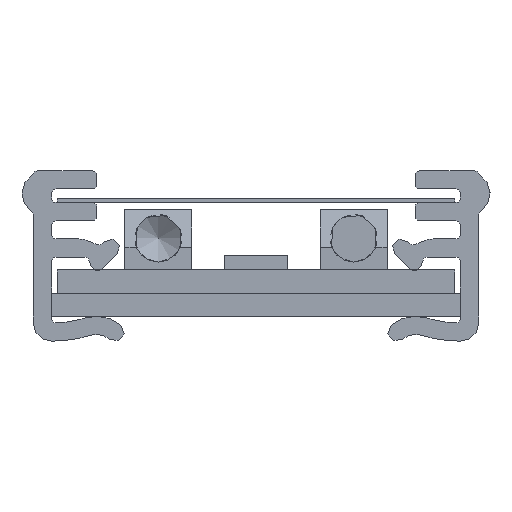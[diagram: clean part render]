
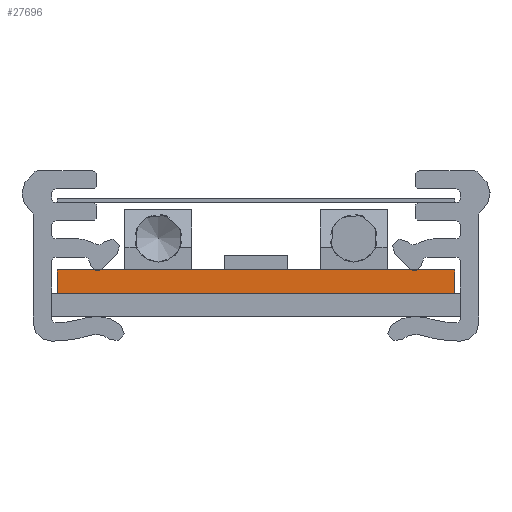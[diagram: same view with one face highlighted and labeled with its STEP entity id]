
A CAD part, front view. The second image highlights one B-rep face of the part: STEP entity #27696.
In plain terms, the highlighted planar face has unit normal (0, -1, 0).
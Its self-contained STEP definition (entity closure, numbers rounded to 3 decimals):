
#1973=FACE_OUTER_BOUND('',#3612,.T.);
#3612=EDGE_LOOP('',(#23219,#23220,#23221,#23222));
#7025=LINE('',#43316,#10399);
#7026=LINE('',#43319,#10400);
#7027=LINE('',#43321,#10401);
#7028=LINE('',#43322,#10402);
#10399=VECTOR('',#35944,10.);
#10400=VECTOR('',#35947,10.);
#10401=VECTOR('',#35948,10.);
#10402=VECTOR('',#35949,10.);
#12781=VERTEX_POINT('',#43312);
#12782=VERTEX_POINT('',#43314);
#12783=VERTEX_POINT('',#43318);
#12784=VERTEX_POINT('',#43320);
#16329=EDGE_CURVE('',#12781,#12782,#7025,.T.);
#16330=EDGE_CURVE('',#12783,#12781,#7026,.T.);
#16331=EDGE_CURVE('',#12784,#12782,#7027,.T.);
#16332=EDGE_CURVE('',#12783,#12784,#7028,.T.);
#23219=ORIENTED_EDGE('',*,*,#16330,.T.);
#23220=ORIENTED_EDGE('',*,*,#16329,.T.);
#23221=ORIENTED_EDGE('',*,*,#16331,.F.);
#23222=ORIENTED_EDGE('',*,*,#16332,.F.);
#24800=PLANE('',#29348);
#27696=ADVANCED_FACE('',(#1973),#24800,.T.);
#29348=AXIS2_PLACEMENT_3D('',#43317,#35945,#35946);
#35944=DIRECTION('',(0.,0.,1.));
#35945=DIRECTION('center_axis',(0.,-1.,0.));
#35946=DIRECTION('ref_axis',(1.,0.,0.));
#35947=DIRECTION('',(1.,0.,0.));
#35948=DIRECTION('',(1.,0.,0.));
#35949=DIRECTION('',(0.,0.,1.));
#43312=CARTESIAN_POINT('',(8.75,-701.,1.));
#43314=CARTESIAN_POINT('',(8.75,-701.,2.035));
#43316=CARTESIAN_POINT('',(8.75,-701.,1.));
#43317=CARTESIAN_POINT('Origin',(-8.75,-701.,1.));
#43318=CARTESIAN_POINT('',(-8.75,-701.,1.));
#43319=CARTESIAN_POINT('',(-8.75,-701.,1.));
#43320=CARTESIAN_POINT('',(-8.75,-701.,2.035));
#43321=CARTESIAN_POINT('',(-8.75,-701.,2.035));
#43322=CARTESIAN_POINT('',(-8.75,-701.,1.));
